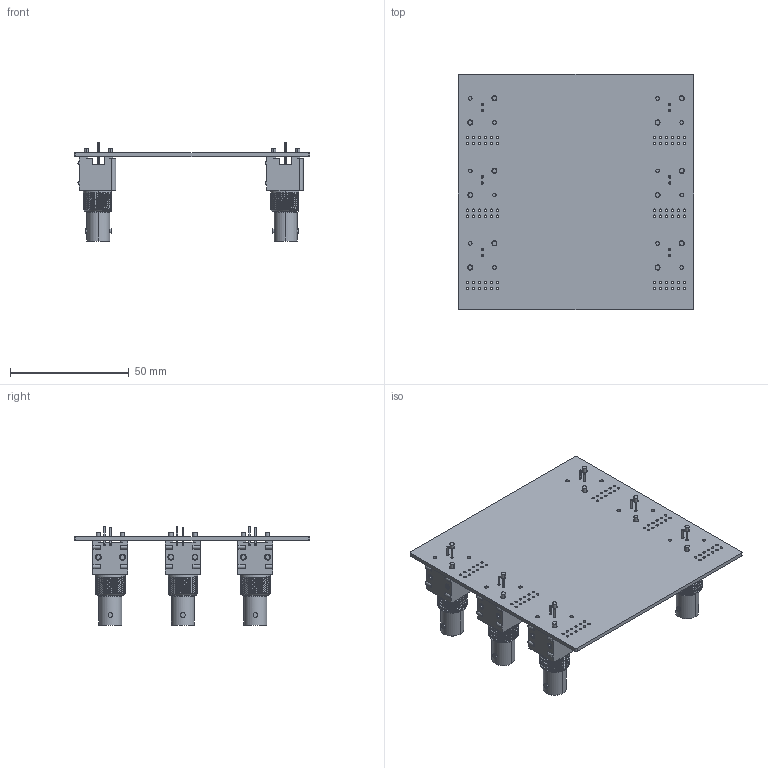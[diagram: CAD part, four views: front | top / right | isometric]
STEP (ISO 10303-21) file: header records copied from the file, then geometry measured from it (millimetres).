
FILE_DESCRIPTION(('KiCad electronic assembly'),'2;1');
FILE_NAME('six_to_six_vertical.step','2023-03-16T00:55:25',('Pcbnew'),( 'Kicad'),'Open CASCADE STEP processor 7.5','KiCad to STEP converter' ,'Unknown');
FILE_SCHEMA(('AUTOMOTIVE_DESIGN { 1 0 10303 214 1 1 1 1 }'));
Length unit declared in the file: millimetre
Products named in the file (4): six_to_six_vertical 1; 5227222-3; SOLID; six_to_six_vertical PCB
Assembly tree (8 placements, depth 3):
  six_to_six_vertical 1
    5227222-3  x6
      SOLID
    six_to_six_vertical PCB
Bounding box: 99.06 x 99.06 x 41.27 mm (x, y, z)
Volume: 41079.2 mm3; surface area: 36424.3 mm2
Topology: 7 solids, 7 shells, 1402 faces, 3756 edges, 2470 vertices
Faces by surface type: cylinder 622, plane 426, bspline 222, cone 108, torus 24
Full cylindrical faces by diameter (mm): 1 x72, 1.016 x12, 1.5 x12, 2.159 x12
Entity records: 38926 total; most frequent: CARTESIAN_POINT 21323, DIRECTION 3000, ORIENTED_EDGE 1832, PCURVE 1832, DEFINITIONAL_REPRESENTATION 1832, LINE 1555, VECTOR 1555, EDGE_CURVE 916
